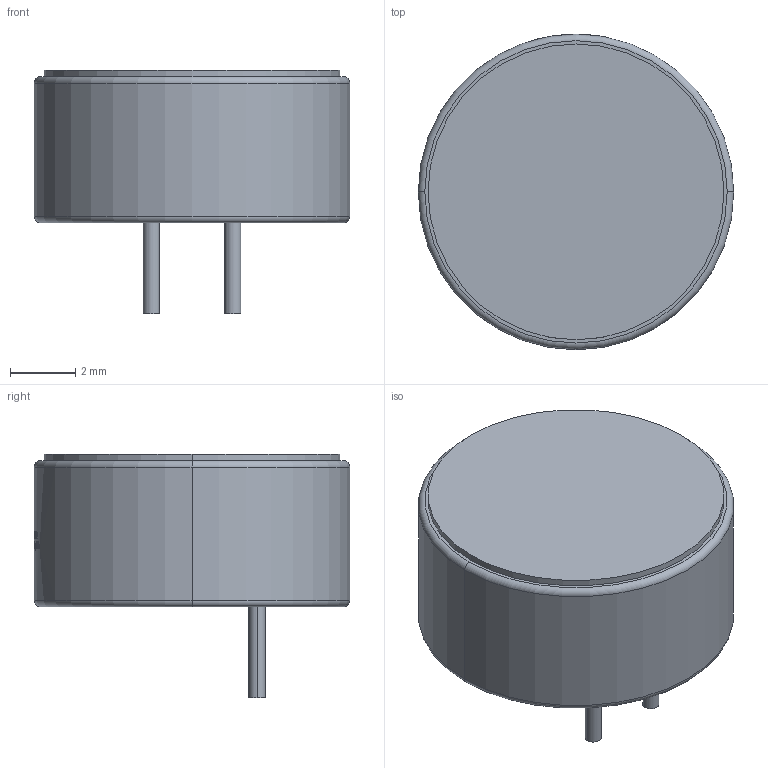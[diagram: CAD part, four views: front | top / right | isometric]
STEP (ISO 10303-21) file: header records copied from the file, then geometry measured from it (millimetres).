
FILE_DESCRIPTION (( 'STEP AP214' ), '1' );
FILE_NAME ('MIC-TH_BD9.7-P2.54-D0.8-L-FD.step', '2022-07-04T12:05:22', ( '' ), ( '' ), 'SwSTEP 2.0', 'SolidWorks 2020', '' );
FILE_SCHEMA (( 'AUTOMOTIVE_DESIGN' ));
Length unit declared in the file: millimetre
Products named in the file (1): MIC-TH_BD9.7-P2.54-D0.8-L-FD
Bounding box: 9.7 x 9.7 x 7.5 mm (x, y, z)
Volume: 346.1 mm3; surface area: 294.2 mm2
Topology: 1 solids, 1 shells, 241 faces, 647 edges, 430 vertices
Faces by surface type: plane 112, bspline 98, cylinder 27, torus 4
Entity records: 12012 total; most frequent: CARTESIAN_POINT 4555, ORIENTED_EDGE 1294, EDGE_CURVE 647, DIRECTION 549, VERTEX_POINT 430, EDGE_LOOP 263, UNCERTAINTY_MEASURE_WITH_UNIT 244, FILL_AREA_STYLE 243
